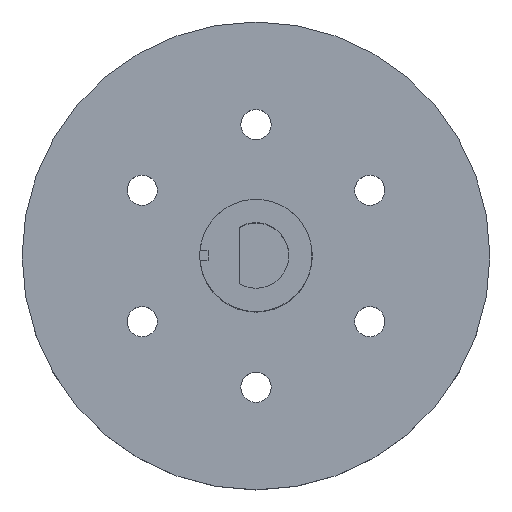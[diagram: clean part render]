
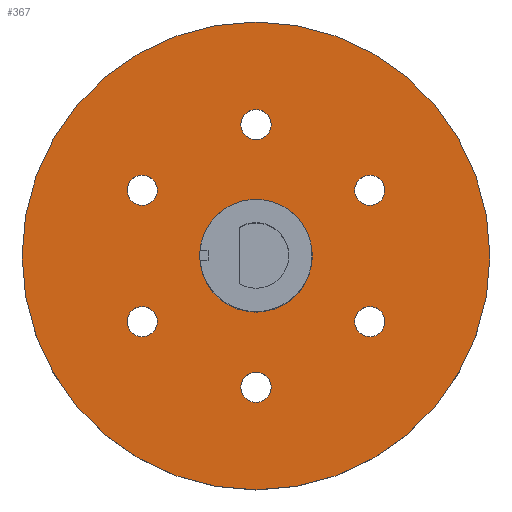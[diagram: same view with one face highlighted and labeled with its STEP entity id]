
A CAD part, top view. The second image highlights one B-rep face of the part: STEP entity #367.
In plain terms, the highlighted planar face has unit normal (0, 0, 1).
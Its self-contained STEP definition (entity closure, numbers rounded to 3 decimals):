
#17=FACE_BOUND('',#103,.T.);
#18=FACE_BOUND('',#104,.T.);
#19=FACE_BOUND('',#105,.T.);
#20=FACE_BOUND('',#106,.T.);
#21=FACE_BOUND('',#107,.T.);
#22=FACE_BOUND('',#108,.T.);
#23=FACE_BOUND('',#109,.T.);
#45=CIRCLE('',#399,6.843);
#48=CIRCLE('',#403,1.844);
#50=CIRCLE('',#406,1.844);
#52=CIRCLE('',#409,1.844);
#54=CIRCLE('',#412,1.844);
#56=CIRCLE('',#415,1.844);
#58=CIRCLE('',#418,1.844);
#62=CIRCLE('',#428,28.5);
#81=FACE_OUTER_BOUND('',#102,.T.);
#102=EDGE_LOOP('',(#326));
#103=EDGE_LOOP('',(#327));
#104=EDGE_LOOP('',(#328));
#105=EDGE_LOOP('',(#329));
#106=EDGE_LOOP('',(#330));
#107=EDGE_LOOP('',(#331));
#108=EDGE_LOOP('',(#332));
#109=EDGE_LOOP('',(#333));
#177=VERTEX_POINT('',#589);
#179=VERTEX_POINT('',#615);
#181=VERTEX_POINT('',#621);
#183=VERTEX_POINT('',#627);
#185=VERTEX_POINT('',#633);
#187=VERTEX_POINT('',#639);
#189=VERTEX_POINT('',#645);
#195=VERTEX_POINT('',#667);
#213=EDGE_CURVE('',#177,#177,#45,.T.);
#218=EDGE_CURVE('',#179,#179,#48,.T.);
#221=EDGE_CURVE('',#181,#181,#50,.T.);
#224=EDGE_CURVE('',#183,#183,#52,.T.);
#227=EDGE_CURVE('',#185,#185,#54,.T.);
#230=EDGE_CURVE('',#187,#187,#56,.T.);
#233=EDGE_CURVE('',#189,#189,#58,.T.);
#242=EDGE_CURVE('',#195,#195,#62,.T.);
#326=ORIENTED_EDGE('',*,*,#242,.T.);
#327=ORIENTED_EDGE('',*,*,#218,.T.);
#328=ORIENTED_EDGE('',*,*,#221,.T.);
#329=ORIENTED_EDGE('',*,*,#224,.T.);
#330=ORIENTED_EDGE('',*,*,#227,.T.);
#331=ORIENTED_EDGE('',*,*,#230,.T.);
#332=ORIENTED_EDGE('',*,*,#233,.T.);
#333=ORIENTED_EDGE('',*,*,#213,.T.);
#348=PLANE('',#430);
#367=ADVANCED_FACE('',(#81,#17,#18,#19,#20,#21,#22,#23),#348,.T.);
#399=AXIS2_PLACEMENT_3D('',#591,#460,#461);
#403=AXIS2_PLACEMENT_3D('',#617,#469,#470);
#406=AXIS2_PLACEMENT_3D('',#623,#476,#477);
#409=AXIS2_PLACEMENT_3D('',#629,#483,#484);
#412=AXIS2_PLACEMENT_3D('',#635,#490,#491);
#415=AXIS2_PLACEMENT_3D('',#641,#497,#498);
#418=AXIS2_PLACEMENT_3D('',#647,#504,#505);
#428=AXIS2_PLACEMENT_3D('',#668,#529,#530);
#430=AXIS2_PLACEMENT_3D('',#672,#534,#535);
#460=DIRECTION('center_axis',(0.,0.,-1.));
#461=DIRECTION('ref_axis',(1.,0.,0.));
#469=DIRECTION('center_axis',(0.,0.,-1.));
#470=DIRECTION('ref_axis',(-0.5,0.866,0.));
#476=DIRECTION('center_axis',(0.,0.,-1.));
#477=DIRECTION('ref_axis',(0.5,0.866,0.));
#483=DIRECTION('center_axis',(0.,0.,-1.));
#484=DIRECTION('ref_axis',(1.,0.,0.));
#490=DIRECTION('center_axis',(0.,0.,-1.));
#491=DIRECTION('ref_axis',(0.5,-0.866,0.));
#497=DIRECTION('center_axis',(0.,0.,-1.));
#498=DIRECTION('ref_axis',(-0.5,-0.866,0.));
#504=DIRECTION('center_axis',(0.,0.,-1.));
#505=DIRECTION('ref_axis',(-1.,0.,0.));
#529=DIRECTION('center_axis',(0.,0.,1.));
#530=DIRECTION('ref_axis',(1.,0.,0.));
#534=DIRECTION('center_axis',(0.,0.,1.));
#535=DIRECTION('ref_axis',(1.,0.,0.));
#589=CARTESIAN_POINT('',(-6.843,0.,8.));
#591=CARTESIAN_POINT('Origin',(0.,0.,8.));
#615=CARTESIAN_POINT('',(14.778,6.403,8.));
#617=CARTESIAN_POINT('Origin',(13.856,8.,8.));
#621=CARTESIAN_POINT('',(12.934,-9.597,8.));
#623=CARTESIAN_POINT('Origin',(13.856,-8.,8.));
#627=CARTESIAN_POINT('',(-1.844,-16.,8.));
#629=CARTESIAN_POINT('Origin',(0.,-16.,8.));
#633=CARTESIAN_POINT('',(-14.778,-6.403,8.));
#635=CARTESIAN_POINT('Origin',(-13.856,-8.,8.));
#639=CARTESIAN_POINT('',(-12.934,9.597,8.));
#641=CARTESIAN_POINT('Origin',(-13.856,8.,8.));
#645=CARTESIAN_POINT('',(1.844,16.,8.));
#647=CARTESIAN_POINT('Origin',(0.,16.,8.));
#667=CARTESIAN_POINT('',(-28.5,0.,8.));
#668=CARTESIAN_POINT('Origin',(0.,0.,8.));
#672=CARTESIAN_POINT('Origin',(0.,0.,8.));
